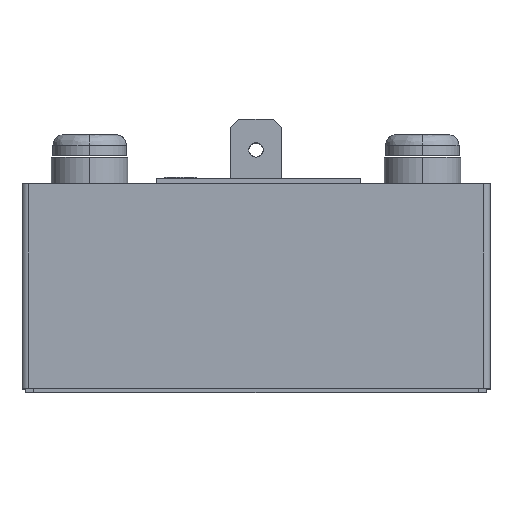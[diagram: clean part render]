
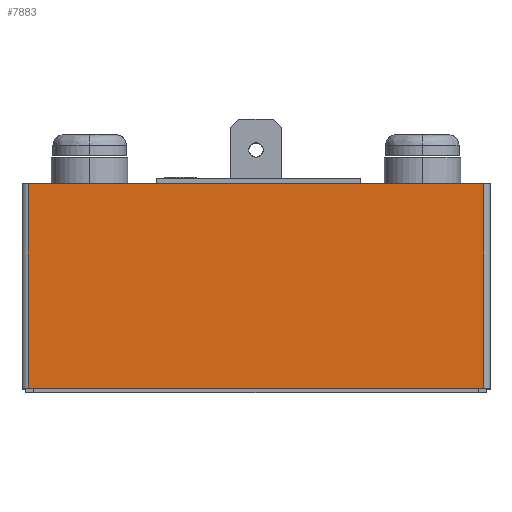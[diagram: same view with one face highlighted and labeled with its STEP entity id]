
A CAD part, top view. The second image highlights one B-rep face of the part: STEP entity #7883.
In plain terms, the highlighted planar face has unit normal (0, 0, 1).
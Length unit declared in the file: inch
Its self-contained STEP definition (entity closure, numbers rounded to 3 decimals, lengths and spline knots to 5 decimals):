
#234 = EDGE_LOOP ( 'NONE', ( #19442, #2595, #981, #18432 ) ) ;
#236 = FACE_OUTER_BOUND ( 'NONE', #234, .T. ) ;
#610 = VERTEX_POINT ( 'NONE', #17449 ) ;
#981 = ORIENTED_EDGE ( 'NONE', *, *, #20008, .T. ) ;
#2269 = VECTOR ( 'NONE', #5768, 39.37008 ) ;
#2291 = LINE ( 'NONE', #19266, #10997 ) ;
#2595 = ORIENTED_EDGE ( 'NONE', *, *, #17263, .T. ) ;
#2640 = EDGE_CURVE ( 'NONE', #13884, #610, #2291, .T. ) ;
#3409 = VERTEX_POINT ( 'NONE', #3776 ) ;
#3691 = CARTESIAN_POINT ( 'NONE',  ( -1.40095, 0.04478, 0.55618 ) ) ;
#3776 = CARTESIAN_POINT ( 'NONE',  ( 0.82405, 0.04478, 0.55618 ) ) ;
#5311 = LINE ( 'NONE', #14979, #17081 ) ;
#5348 = DIRECTION ( 'NONE',  ( 1., 0., 0. ) ) ;
#5768 = DIRECTION ( 'NONE',  ( 0., 1., 0. ) ) ;
#6884 = CARTESIAN_POINT ( 'NONE',  ( -1.40095, 0.04478, 0.55618 ) ) ;
#6889 = DIRECTION ( 'NONE',  ( 1., 0., 0. ) ) ;
#6947 = PLANE ( 'NONE',  #16018 ) ;
#7314 = DIRECTION ( 'NONE',  ( 0., -1., 0. ) ) ;
#7883 = ADVANCED_FACE ( 'NONE', ( #236 ), #6947, .T. ) ;
#9518 = DIRECTION ( 'NONE',  ( -1., 0., 0. ) ) ;
#10871 = CARTESIAN_POINT ( 'NONE',  ( 0.82405, 1.04478, 0.55618 ) ) ;
#10889 = LINE ( 'NONE', #20258, #14176 ) ;
#10997 = VECTOR ( 'NONE', #9518, 39.37008 ) ;
#13884 = VERTEX_POINT ( 'NONE', #10871 ) ;
#14176 = VECTOR ( 'NONE', #7314, 39.37008 ) ;
#14979 = CARTESIAN_POINT ( 'NONE',  ( -1.40095, 0.04478, 0.55618 ) ) ;
#15113 = DIRECTION ( 'NONE',  ( 0., 0., 1. ) ) ;
#16018 = AXIS2_PLACEMENT_3D ( 'NONE', #3691, #15113, #5348 ) ;
#16179 = EDGE_CURVE ( 'NONE', #3409, #13884, #16303, .T. ) ;
#16303 = LINE ( 'NONE', #18774, #2269 ) ;
#17081 = VECTOR ( 'NONE', #6889, 39.37008 ) ;
#17263 = EDGE_CURVE ( 'NONE', #610, #18494, #10889, .T. ) ;
#17449 = CARTESIAN_POINT ( 'NONE',  ( -1.40095, 1.04478, 0.55618 ) ) ;
#18432 = ORIENTED_EDGE ( 'NONE', *, *, #16179, .T. ) ;
#18494 = VERTEX_POINT ( 'NONE', #6884 ) ;
#18774 = CARTESIAN_POINT ( 'NONE',  ( 0.82405, 0.04478, 0.55618 ) ) ;
#19266 = CARTESIAN_POINT ( 'NONE',  ( -1.40095, 1.04478, 0.55618 ) ) ;
#19442 = ORIENTED_EDGE ( 'NONE', *, *, #2640, .T. ) ;
#20008 = EDGE_CURVE ( 'NONE', #18494, #3409, #5311, .T. ) ;
#20258 = CARTESIAN_POINT ( 'NONE',  ( -1.40095, 0.04478, 0.55618 ) ) ;
